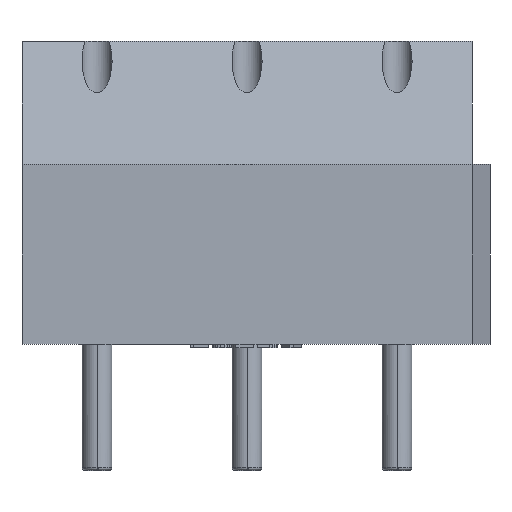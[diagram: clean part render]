
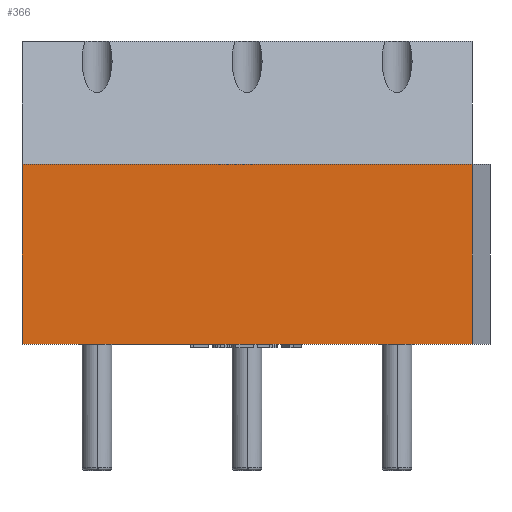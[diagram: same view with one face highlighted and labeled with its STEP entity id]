
A CAD part, front view. The second image highlights one B-rep face of the part: STEP entity #366.
In plain terms, the highlighted planar face has unit normal (0, -1, 0).
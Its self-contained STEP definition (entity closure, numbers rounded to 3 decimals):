
#366=ADVANCED_FACE('',(#1052),#1053,.T.);
#1052=FACE_OUTER_BOUND('',#2085,.T.);
#1053=PLANE('',#2086);
#2085=EDGE_LOOP('',(#3224,#3225,#3226,#3227));
#2086=AXIS2_PLACEMENT_3D('',#3228,#3229,#3230);
#3224=ORIENTED_EDGE('',*,*,#6261,.T.);
#3225=ORIENTED_EDGE('',*,*,#6278,.F.);
#3226=ORIENTED_EDGE('',*,*,#6279,.F.);
#3227=ORIENTED_EDGE('',*,*,#6164,.T.);
#3228=CARTESIAN_POINT('',(-7.5,-4.191,0.95));
#3229=DIRECTION('',(0.0,-1.0,0.0));
#3230=DIRECTION('',(0.0,0.0,-1.0));
#6164=EDGE_CURVE('',#7368,#7365,#7369,.T.);
#6261=EDGE_CURVE('',#7365,#7559,#7561,.T.);
#6278=EDGE_CURVE('',#7591,#7559,#7592,.T.);
#6279=EDGE_CURVE('',#7368,#7591,#7593,.T.);
#7365=VERTEX_POINT('',#9143);
#7368=VERTEX_POINT('',#9147);
#7369=LINE('',#9148,#9149);
#7559=VERTEX_POINT('',#9433);
#7561=LINE('',#9436,#9437);
#7591=VERTEX_POINT('',#9479);
#7592=LINE('',#9480,#9481);
#7593=LINE('',#9482,#9483);
#9143=CARTESIAN_POINT('',(-7.5,-4.191,-5.05));
#9147=CARTESIAN_POINT('',(-7.5,-4.191,0.95));
#9148=CARTESIAN_POINT('',(-7.5,-4.191,0.95));
#9149=VECTOR('',#11638,1.0);
#9433=CARTESIAN_POINT('',(7.5,-4.191,-5.05));
#9436=CARTESIAN_POINT('',(-7.5,-4.191,-5.05));
#9437=VECTOR('',#11734,1.0);
#9479=CARTESIAN_POINT('',(7.5,-4.191,0.95));
#9480=CARTESIAN_POINT('',(7.5,-4.191,0.95));
#9481=VECTOR('',#11756,1.0);
#9482=CARTESIAN_POINT('',(-7.5,-4.191,0.95));
#9483=VECTOR('',#11757,1.0);
#11638=DIRECTION('',(0.0,0.0,-1.0));
#11734=DIRECTION('',(1.0,0.0,0.0));
#11756=DIRECTION('',(0.0,0.0,-1.0));
#11757=DIRECTION('',(1.0,0.0,0.0));
